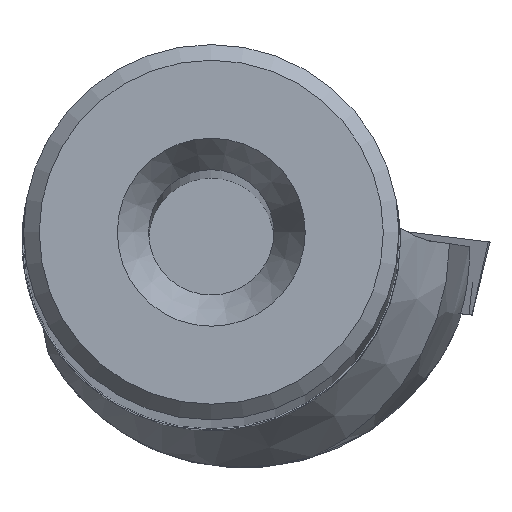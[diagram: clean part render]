
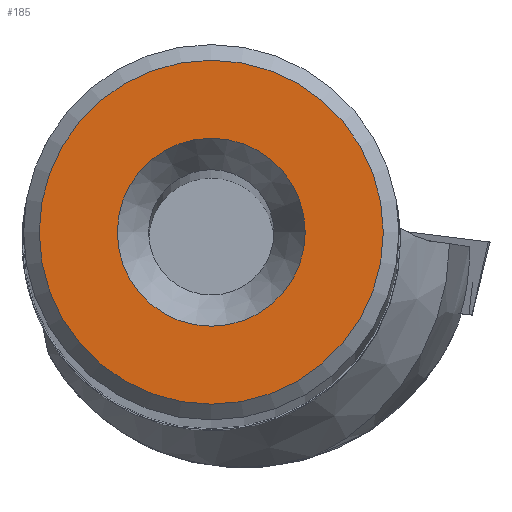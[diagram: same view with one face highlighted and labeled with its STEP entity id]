
A CAD part, top view. The second image highlights one B-rep face of the part: STEP entity #185.
In plain terms, the highlighted planar face has unit normal (0, 0, 1).
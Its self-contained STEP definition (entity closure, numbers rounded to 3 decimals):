
#185=ADVANCED_FACE('',(#304,#305),#212,.T.);
#212=PLANE('',#831);
#304=FACE_BOUND('',#355,.T.);
#305=FACE_BOUND('',#356,.T.);
#355=EDGE_LOOP('',(#478));
#356=EDGE_LOOP('',(#479));
#478=ORIENTED_EDGE('',*,*,#664,.T.);
#479=ORIENTED_EDGE('',*,*,#662,.F.);
#589=VERTEX_POINT('',#1311);
#591=VERTEX_POINT('',#1317);
#662=EDGE_CURVE('',#589,#589,#706,.T.);
#664=EDGE_CURVE('',#591,#591,#708,.T.);
#706=CIRCLE('',#826,5.493);
#708=CIRCLE('',#830,3.);
#826=AXIS2_PLACEMENT_3D('',#1310,#977,#978);
#830=AXIS2_PLACEMENT_3D('',#1316,#985,#986);
#831=AXIS2_PLACEMENT_3D('',#1318,#987,#988);
#977=DIRECTION('',(0.,0.,-1.));
#978=DIRECTION('',(-1.,0.,0.));
#985=DIRECTION('',(0.,0.,-1.));
#986=DIRECTION('',(-1.,0.,0.));
#987=DIRECTION('',(0.,0.,1.));
#988=DIRECTION('',(-1.,0.,0.));
#1310=CARTESIAN_POINT('',(0.,0.,0.));
#1311=CARTESIAN_POINT('',(-5.493,0.,0.));
#1316=CARTESIAN_POINT('',(0.,0.,0.));
#1317=CARTESIAN_POINT('',(-3.,0.,0.));
#1318=CARTESIAN_POINT('',(0.,0.,0.));
